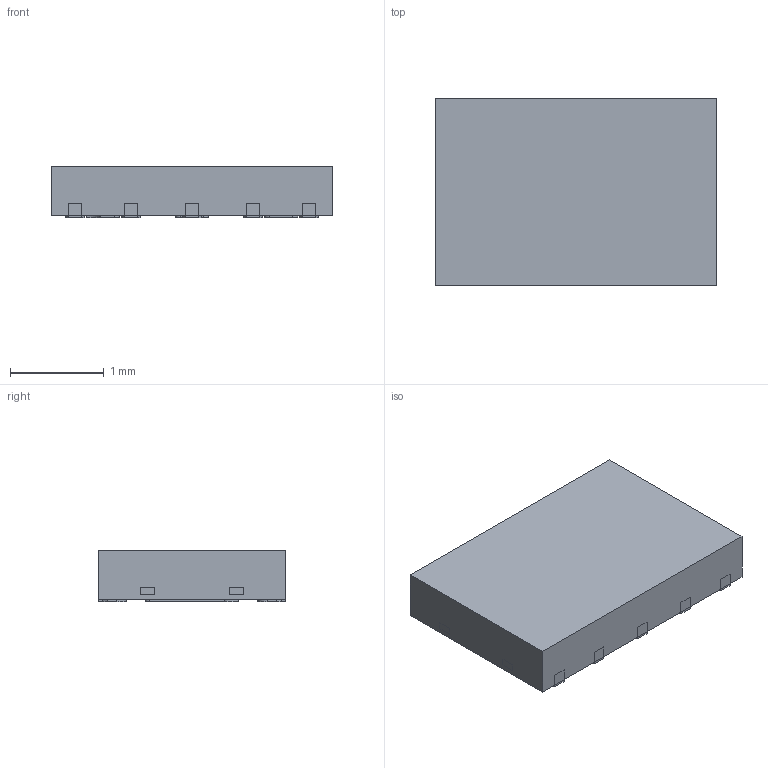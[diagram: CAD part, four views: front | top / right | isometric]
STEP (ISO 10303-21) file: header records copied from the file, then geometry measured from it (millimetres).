
FILE_DESCRIPTION (( 'STEP AP214' ), '1' );
FILE_NAME ('CDDFN10-2574N.STEP', '2023-11-27T20:18:58', ( 'USER' ), ( '' ), 'SwSTEP 2.0', 'SolidWorks 2016', '' );
FILE_SCHEMA (( 'AUTOMOTIVE_DESIGN' ));
Length unit declared in the file: millimetre
Products named in the file (13): 10; 9; 8; 7; 6; 5; 4; 3; 2; 1; Compond_1; CDDFN10-2574N; 11
Assembly tree (12 placements, depth 2):
  CDDFN10-2574N
    Compond_1
    1
    2
    3
    4
    5
    6
    7
    8
    9
    10
    11
Bounding box: 3 x 2 x 0.55 mm (x, y, z)
Surface area: 27.6 mm2
Topology: 12 solids, 12 shells, 217 faces, 540 edges, 350 vertices
Faces by surface type: plane 195, cylinder 22
Entity records: 9199 total; most frequent: CARTESIAN_POINT 1122, ORIENTED_EDGE 1080, DIRECTION 1058, EDGE_CURVE 540, LINE 486, VECTOR 486, VERTEX_POINT 350, AXIS2_PLACEMENT_3D 286
